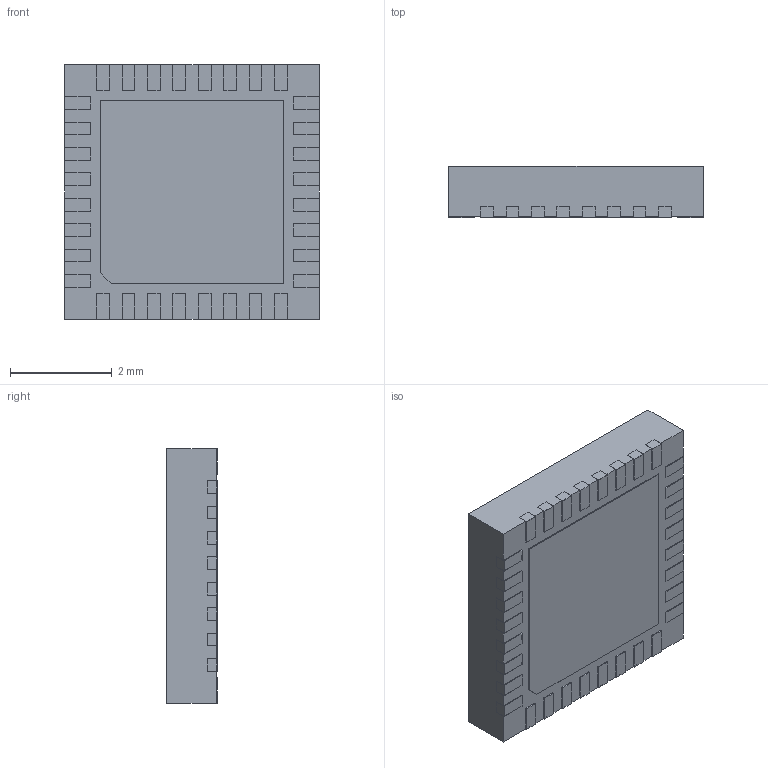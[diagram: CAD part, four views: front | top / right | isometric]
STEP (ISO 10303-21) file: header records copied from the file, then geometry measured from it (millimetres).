
FILE_DESCRIPTION(/* description */ (''),/* implementation_level */ '2;1');
FILE_NAME(/* name */ '',/* time_stamp */ '',/* author */ (''),/* organization */ (''),/* preprocessor_version */ '',/* originating_system */ '',/* authorisation */ '');
FILE_SCHEMA (('AUTOMOTIVE_DESIGN { 1 0 10303 214 3 1 1 }'));
Length unit declared in the file: millimetre
Products named in the file (4): Wolfson WM8758CBGEFL; Wolfson WM8758CBGEFL_Body; Wolfson WM8758CBGEFL_ThermalPad; Wolfson WM8758CBGEFL_Pin
Assembly tree (34 placements, depth 2):
  Wolfson WM8758CBGEFL
    Wolfson WM8758CBGEFL_Body
    Wolfson WM8758CBGEFL_ThermalPad
    Wolfson WM8758CBGEFL_Pin  x32
Bounding box: 5 x 1 x 5 mm (x, y, z)
Volume: 24.8 mm3; surface area: 108.2 mm2
Topology: 34 solids, 34 shells, 751 faces, 1945 edges, 1290 vertices
Faces by surface type: plane 557, bspline 193, cylinder 1
Full cylindrical faces by diameter (mm): 0.6 x1
Entity records: 17083 total; most frequent: CARTESIAN_POINT 4916, ORIENTED_EDGE 2782, DIRECTION 1698, EDGE_CURVE 1386, LINE 998, VECTOR 998, VERTEX_POINT 918, EDGE_LOOP 532
